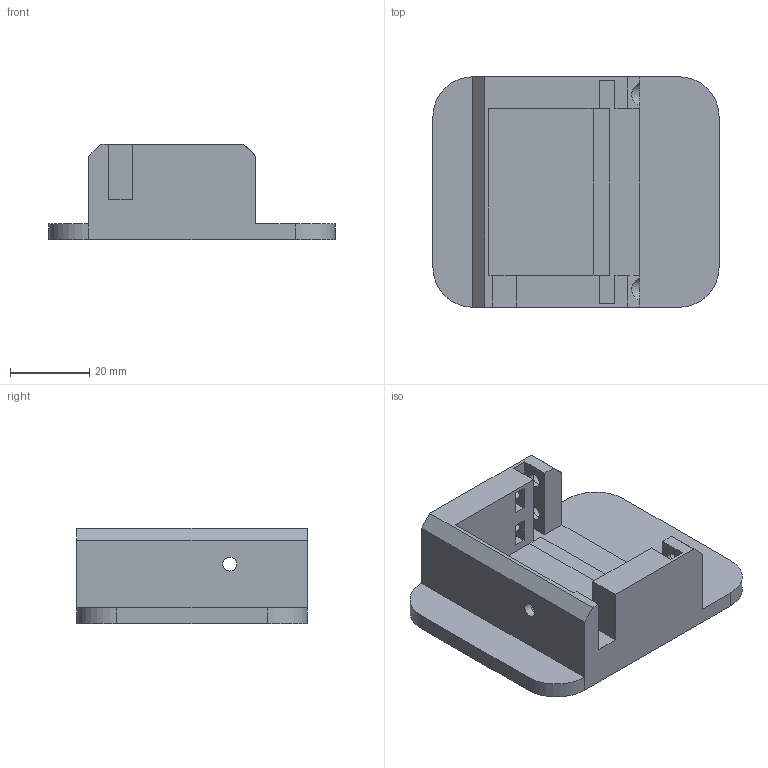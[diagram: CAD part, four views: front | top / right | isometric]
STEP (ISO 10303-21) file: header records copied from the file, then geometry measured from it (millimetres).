
FILE_DESCRIPTION((''),'2;1');
FILE_NAME('footL.step','2015-03-28T17:22:18',('Usuario'),(''),'Autodesk Inventor 2013','Autodesk Inventor 2013','');
FILE_SCHEMA(('AUTOMOTIVE_DESIGN { 1 0 10303 214 1 1 1 1 }'));
Length unit declared in the file: millimetre
Products named in the file (1): footL
Bounding box: 72 x 58 x 24 mm (x, y, z)
Volume: 31218.7 mm3; surface area: 16160.8 mm2
Topology: 1 solids, 1 shells, 82 faces, 213 edges, 144 vertices
Faces by surface type: plane 60, cylinder 22
Full cylindrical faces by diameter (mm): 3.5 x13, 5.5 x1, 6 x4
Entity records: 2400 total; most frequent: CARTESIAN_POINT 402, DIRECTION 397, ORIENTED_EDGE 370, EDGE_CURVE 185, VECTOR 139, LINE 139, VERTEX_POINT 134, AXIS2_PLACEMENT_3D 129
